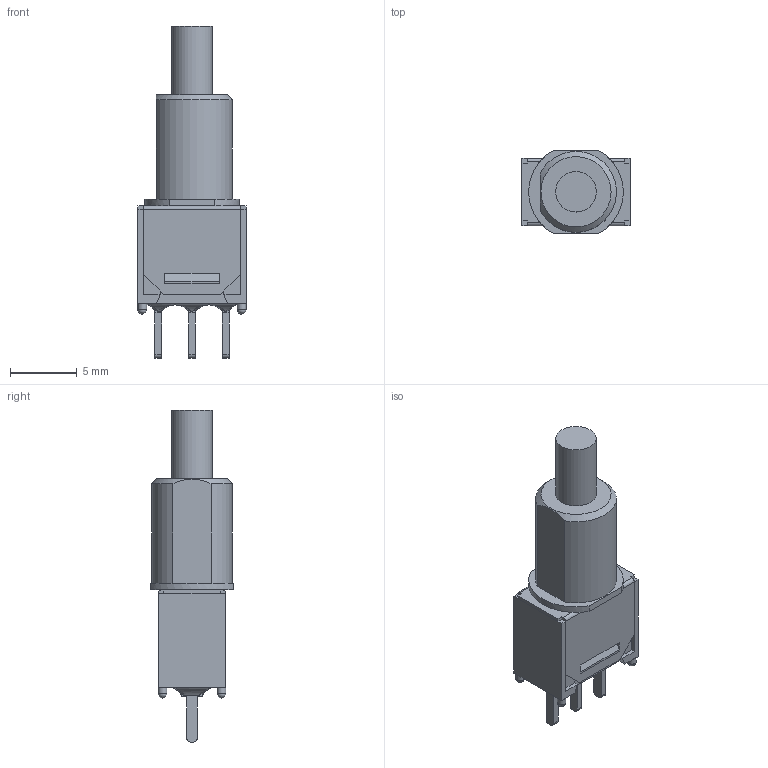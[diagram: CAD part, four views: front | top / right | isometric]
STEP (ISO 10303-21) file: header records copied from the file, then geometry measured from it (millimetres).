
FILE_DESCRIPTION(/* description */ (''),/* implementation_level */ '2;1');
FILE_NAME(/* name */ '800SPxB8M2xE.stp',/* time_stamp */ '2025-05-16T11:19:22-05:00',/* author */ ('mroman'),/* organization */ (''),/* preprocessor_version */ 'ST-DEVELOPER v18.1',/* originating_system */ 'Autodesk Inventor 2022',/* authorisation */ '');
FILE_SCHEMA (('AUTOMOTIVE_DESIGN { 1 0 10303 214 3 1 1 }'));
Length unit declared in the file: centimetre
Products named in the file (1): 800SPxB8M2xE
Bounding box: 8.13 x 6.22 x 24.96 mm (x, y, z)
Volume: 443.7 mm3; surface area: 886.4 mm2
Topology: 1 solids, 2 shells, 147 faces, 409 edges, 261 vertices
Faces by surface type: plane 112, cylinder 22, bspline 8, sphere 4, cone 1
Full cylindrical faces by diameter (mm): 0.65 x4, 3.05 x1
Entity records: 5207 total; most frequent: CARTESIAN_POINT 1485, ORIENTED_EDGE 810, DIRECTION 697, EDGE_CURVE 405, LINE 307, VECTOR 307, VERTEX_POINT 261, AXIS2_PLACEMENT_3D 195
